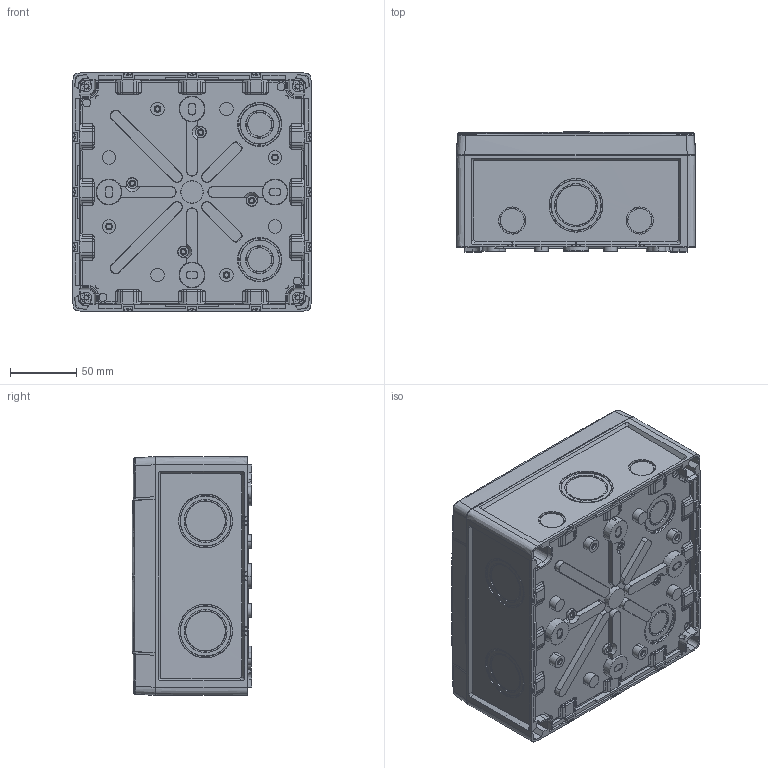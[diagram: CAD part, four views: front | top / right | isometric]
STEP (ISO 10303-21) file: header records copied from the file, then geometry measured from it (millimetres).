
FILE_DESCRIPTION((''),'2;1');
FILE_NAME('BG-ABOX-160-NEVID_CA_ASM','2024-03-19T10:23:43',('max'),('NET AG system integration'),'CREO PARAMETRIC BY PTC INC, 2021284','CREO PARAMETRIC BY PTC INC, 2021284','');
FILE_SCHEMA(('AUTOMOTIVE_DESIGN { 1 0 10303 214 1 1 1 1 }'));
Length unit declared in the file: millimetre
Products named in the file (4): KASTEN-ABOX-160-NEVID_CA; DECKEL-ABOX-160-NEVID_CA; SCHRAUBE_D4X33_NEVID; BG-ABOX-160-NEVID_CA_ASM
Assembly tree (6 placements, depth 2):
  BG-ABOX-160-NEVID_CA_ASM
    KASTEN-ABOX-160-NEVID_CA
    DECKEL-ABOX-160-NEVID_CA
    SCHRAUBE_D4X33_NEVID  x4
Bounding box: 180.2 x 90.3 x 180 mm (x, y, z)
Volume: 449181.5 mm3; surface area: 340583.7 mm2
Topology: 22 solids, 22 shells, 3116 faces, 8163 edges, 5216 vertices
Faces by surface type: plane 1580, cylinder 520, cone 490, bspline 279, torus 221, sphere 22, extrusion 4
Entity records: 150993 total; most frequent: CARTESIAN_POINT 37330, ORIENTED_EDGE 15294, DIRECTION 14052, PRESENTATION_STYLE_ASSIGNMENT 10365, STYLED_ITEM 10365, EDGE_CURVE 7647, CURVE_STYLE 7483, AXIS2_PLACEMENT_3D 4920
